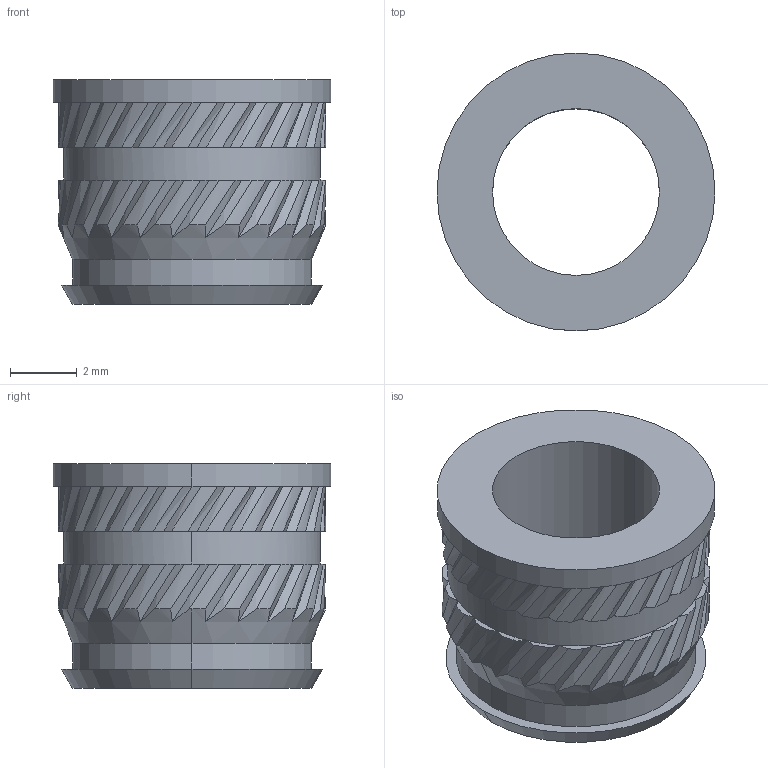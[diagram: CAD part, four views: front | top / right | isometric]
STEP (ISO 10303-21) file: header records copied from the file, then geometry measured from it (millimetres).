
FILE_DESCRIPTION (( 'STEP AP203' ), '1' );
FILE_NAME ('94180A361_NO THREADS_Tapered Heat-Set Inserts for Plastic.STEP', '2022-09-23T19:07:05', ( 'Administrator' ), ( 'Managed by Terraform' ), 'SwSTEP 2.0', 'SolidWorks 2017', '' );
FILE_SCHEMA (( 'CONFIG_CONTROL_DESIGN' ));
Length unit declared in the file: millimetre
Products named in the file (1): 94180A361_NO THREADS_Tapered Heat-Set Inserts for Plastic
Bounding box: 8.33 x 8.33 x 6.73 mm (x, y, z)
Volume: 186.4 mm3; surface area: 355.7 mm2
Topology: 1 solids, 1 shells, 211 faces, 522 edges, 315 vertices
Faces by surface type: bspline 96, cylinder 59, plane 52, cone 4
Entity records: 16332 total; most frequent: CARTESIAN_POINT 12457, ORIENTED_EDGE 1044, DIRECTION 581, EDGE_CURVE 522, VERTEX_POINT 315, AXIS2_PLACEMENT_3D 283, EDGE_LOOP 215, FACE_OUTER_BOUND 211
